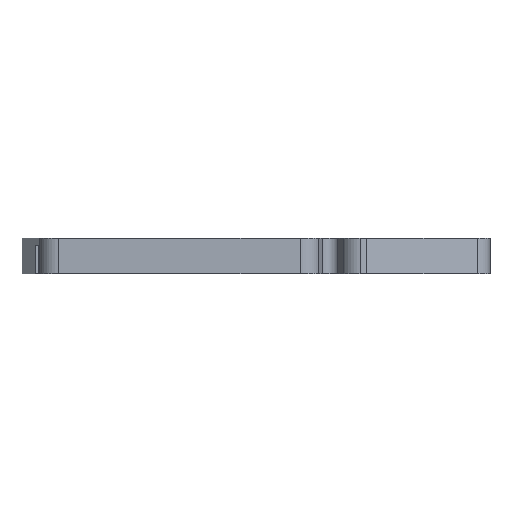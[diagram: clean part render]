
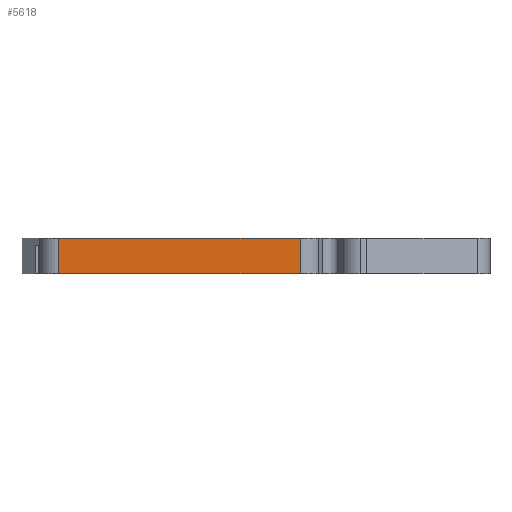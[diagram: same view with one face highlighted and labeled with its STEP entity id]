
A CAD part, left-side view. The second image highlights one B-rep face of the part: STEP entity #5618.
In plain terms, the highlighted planar face has unit normal (-1, 0, 0).
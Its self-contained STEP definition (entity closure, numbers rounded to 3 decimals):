
#2771=CARTESIAN_POINT('',(-62.752,-11.878,0.));
#2772=VERTEX_POINT('',#2771);
#2780=CARTESIAN_POINT('',(-62.752,40.02,0.));
#2781=VERTEX_POINT('',#2780);
#2782=CARTESIAN_POINT('',(-62.752,40.02,0.));
#2783=DIRECTION('',(0.,-1.,0.));
#2784=VECTOR('',#2783,51.898);
#2785=LINE('',#2782,#2784);
#2786=EDGE_CURVE('',#2781,#2772,#2785,.T.);
#4934=CARTESIAN_POINT('',(-62.752,40.02,7.6));
#4935=VERTEX_POINT('',#4934);
#4943=CARTESIAN_POINT('',(-62.752,-11.878,7.6));
#4944=VERTEX_POINT('',#4943);
#4945=CARTESIAN_POINT('',(-62.752,40.02,7.6));
#4946=DIRECTION('',(0.,-1.,0.));
#4947=VECTOR('',#4946,51.898);
#4948=LINE('',#4945,#4947);
#4949=EDGE_CURVE('',#4935,#4944,#4948,.T.);
#5593=CARTESIAN_POINT('',(-62.752,-11.878,7.6));
#5594=DIRECTION('',(0.,0.,-1.));
#5595=VECTOR('',#5594,7.6);
#5596=LINE('',#5593,#5595);
#5597=EDGE_CURVE('',#4944,#2772,#5596,.T.);
#5602=CARTESIAN_POINT('',(-62.752,14.071,7.6));
#5603=DIRECTION('',(1.,0.,0.));
#5604=DIRECTION('',(0.,0.,-1.));
#5605=AXIS2_PLACEMENT_3D('',#5602,#5603,#5604);
#5606=PLANE('',#5605);
#5607=ORIENTED_EDGE('',*,*,#2786,.T.);
#5608=ORIENTED_EDGE('',*,*,#5597,.F.);
#5609=ORIENTED_EDGE('',*,*,#4949,.F.);
#5610=CARTESIAN_POINT('',(-62.752,40.02,7.6));
#5611=DIRECTION('',(0.,0.,-1.));
#5612=VECTOR('',#5611,7.6);
#5613=LINE('',#5610,#5612);
#5614=EDGE_CURVE('',#4935,#2781,#5613,.T.);
#5615=ORIENTED_EDGE('',*,*,#5614,.T.);
#5616=EDGE_LOOP('',(#5607,#5608,#5609,#5615));
#5617=FACE_BOUND('',#5616,.T.);
#5618=ADVANCED_FACE('',(#5617),#5606,.F.);
